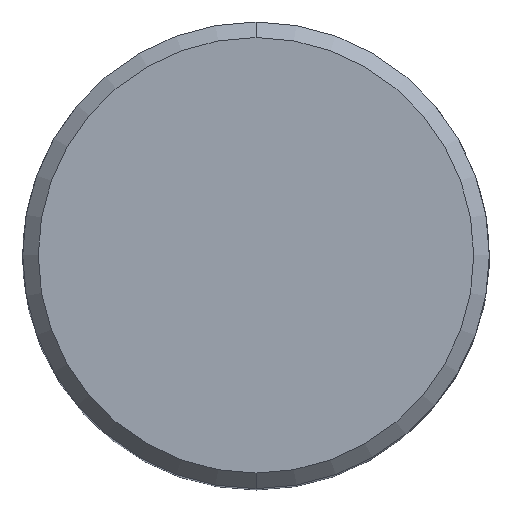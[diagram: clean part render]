
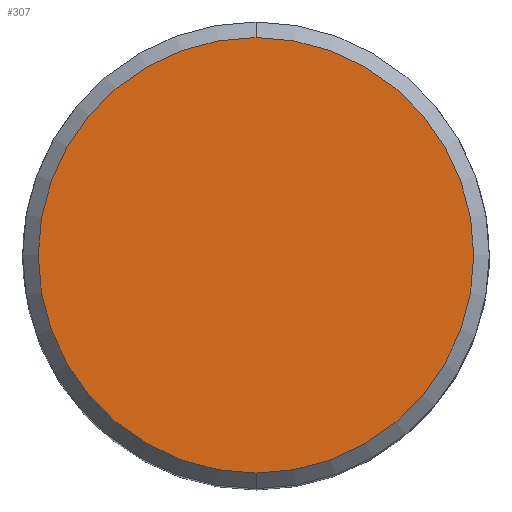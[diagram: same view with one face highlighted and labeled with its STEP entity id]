
A CAD part, top view. The second image highlights one B-rep face of the part: STEP entity #307.
In plain terms, the highlighted planar face has unit normal (0, 0, 1).
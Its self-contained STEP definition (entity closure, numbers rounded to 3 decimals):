
#187=VERTEX_POINT('',#437);
#291=VERTEX_POINT('',#553);
#297=EDGE_CURVE('',#291,#187,#559,.T.);
#307=ADVANCED_FACE('',(#569),#570,.T.);
#317=EDGE_CURVE('',#187,#291,#580,.T.);
#437=CARTESIAN_POINT('',(0.,-16.8,0.0));
#553=CARTESIAN_POINT('',(0.0,16.8,0.0));
#559=CIRCLE('',#1038,16.8);
#569=FACE_OUTER_BOUND('',#1099,.T.);
#570=PLANE('',#1100);
#580=CIRCLE('',#1113,16.8);
#1038=AXIS2_PLACEMENT_3D('',#1487,#1488,#1489);
#1099=EDGE_LOOP('',(#1498,#1499));
#1100=AXIS2_PLACEMENT_3D('',#1500,#1501,#1502);
#1113=AXIS2_PLACEMENT_3D('',#1504,#1505,#1506);
#1487=CARTESIAN_POINT('',(0.0,0.0,0.0));
#1488=DIRECTION('',(0.0,0.0,-1.0));
#1489=DIRECTION('',(0.0,1.0,0.0));
#1498=ORIENTED_EDGE('',*,*,#297,.F.);
#1499=ORIENTED_EDGE('',*,*,#317,.F.);
#1500=CARTESIAN_POINT('',(0.0,8.4,0.0));
#1501=DIRECTION('',(-0.0,0.0,1.0));
#1502=DIRECTION('',(0.0,-1.0,0.0));
#1504=CARTESIAN_POINT('',(0.0,0.0,0.0));
#1505=DIRECTION('',(0.0,0.0,-1.0));
#1506=DIRECTION('',(0.0,1.0,0.0));
